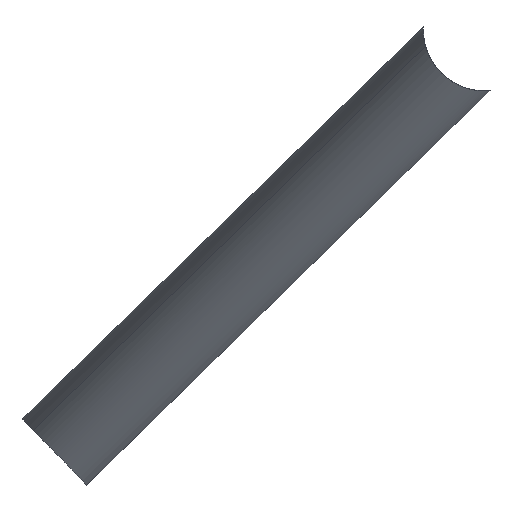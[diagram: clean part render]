
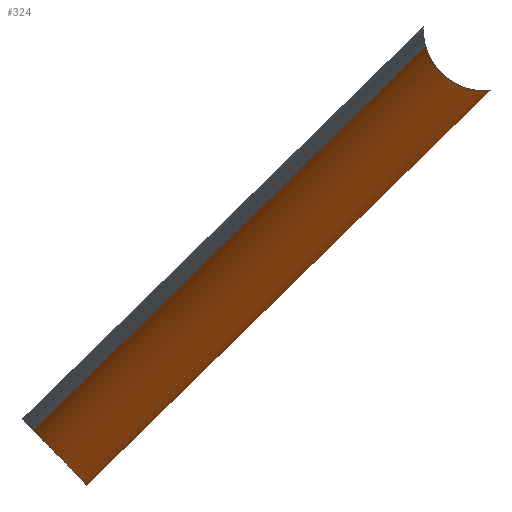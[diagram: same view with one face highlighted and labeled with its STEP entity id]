
A CAD part, front view. The second image highlights one B-rep face of the part: STEP entity #324.
In plain terms, the highlighted cylindrical face has radius 7.5 mm (diameter 15 mm), a partial arc.
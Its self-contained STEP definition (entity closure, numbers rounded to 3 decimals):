
#64=CARTESIAN_POINT('Vertex',(-2114.911,-194.374,277.231)) ;
#70=CARTESIAN_POINT('Control Point',(-2114.911,-194.374,277.231)) ;
#71=CARTESIAN_POINT('Control Point',(-2114.686,-195.017,276.451)) ;
#72=CARTESIAN_POINT('Control Point',(-2114.351,-195.519,275.586)) ;
#73=CARTESIAN_POINT('Control Point',(-2113.875,-195.865,274.703)) ;
#74=CARTESIAN_POINT('Control Point',(-2112.866,-196.222,273.316)) ;
#75=CARTESIAN_POINT('Control Point',(-2111.57,-196.213,272.162)) ;
#76=CARTESIAN_POINT('Control Point',(-2111.014,-196.151,271.749)) ;
#77=CARTESIAN_POINT('Control Point',(-2109.727,-195.881,270.957)) ;
#78=CARTESIAN_POINT('Control Point',(-2108.397,-195.294,270.444)) ;
#79=CARTESIAN_POINT('Control Point',(-2107.683,-194.868,270.252)) ;
#80=CARTESIAN_POINT('Control Point',(-2106.316,-193.718,270.007)) ;
#81=CARTESIAN_POINT('Control Point',(-2105.385,-192.166,269.987)) ;
#82=CARTESIAN_POINT('Control Point',(-2105.048,-191.27,269.999)) ;
#83=CARTESIAN_POINT('Control Point',(-2104.661,-189.732,270.019)) ;
#84=CARTESIAN_POINT('Control Point',(-2104.502,-188.158,270.032)) ;
#85=CARTESIAN_POINT('Control Point',(-2104.467,-187.52,270.035)) ;
#86=CARTESIAN_POINT('Control Point',(-2104.426,-185.38,270.038)) ;
#87=CARTESIAN_POINT('Control Point',(-2104.604,-183.242,270.023)) ;
#88=CARTESIAN_POINT('Control Point',(-2104.787,-181.751,270.01)) ;
#89=CARTESIAN_POINT('Control Point',(-2105.329,-178.305,269.987)) ;
#90=CARTESIAN_POINT('Control Point',(-2106.1,-174.902,270.016)) ;
#91=CARTESIAN_POINT('Control Point',(-2106.599,-172.984,270.064)) ;
#92=CARTESIAN_POINT('Control Point',(-2107.161,-171.078,270.151)) ;
#93=CARTESIAN_POINT('Control Point',(-2107.813,-169.212,270.321)) ;
#94=CARTESIAN_POINT('Vertex',(-2107.813,-169.212,270.321)) ;
#245=CARTESIAN_POINT('Axis2P3D Location',(-2139.942,-100.,245.815)) ;
#250=CARTESIAN_POINT('Line Origine',(-2147.022,-102.474,245.815)) ;
#254=CARTESIAN_POINT('Vertex',(-2178.346,-12.827,215.168)) ;
#258=CARTESIAN_POINT('Control Point',(-2178.346,-12.827,215.168)) ;
#259=CARTESIAN_POINT('Control Point',(-2178.041,-13.7,214.856)) ;
#260=CARTESIAN_POINT('Control Point',(-2177.688,-14.54,214.496)) ;
#261=CARTESIAN_POINT('Control Point',(-2177.272,-15.342,214.071)) ;
#262=CARTESIAN_POINT('Control Point',(-2176.587,-16.319,213.37)) ;
#263=CARTESIAN_POINT('Control Point',(-2175.732,-16.879,212.497)) ;
#264=CARTESIAN_POINT('Control Point',(-2175.489,-16.993,212.248)) ;
#265=CARTESIAN_POINT('Control Point',(-2174.808,-17.17,211.553)) ;
#266=CARTESIAN_POINT('Control Point',(-2174.117,-16.985,210.846)) ;
#267=CARTESIAN_POINT('Control Point',(-2173.712,-16.717,210.432)) ;
#268=CARTESIAN_POINT('Control Point',(-2172.891,-15.934,209.593)) ;
#269=CARTESIAN_POINT('Control Point',(-2172.251,-14.852,208.939)) ;
#270=CARTESIAN_POINT('Control Point',(-2171.94,-14.205,208.621)) ;
#271=CARTESIAN_POINT('Control Point',(-2171.665,-13.527,208.34)) ;
#272=CARTESIAN_POINT('Control Point',(-2171.42,-12.827,208.09)) ;
#273=CARTESIAN_POINT('Vertex',(-2171.42,-12.827,208.09)) ;
#277=CARTESIAN_POINT('Control Point',(-2169.638,0.,206.268)) ;
#278=CARTESIAN_POINT('Control Point',(-2169.638,-0.31,206.268)) ;
#279=CARTESIAN_POINT('Control Point',(-2169.64,-0.62,206.27)) ;
#280=CARTESIAN_POINT('Control Point',(-2169.644,-0.87,206.274)) ;
#281=CARTESIAN_POINT('Control Point',(-2169.652,-1.31,206.283)) ;
#282=CARTESIAN_POINT('Control Point',(-2169.665,-1.75,206.296)) ;
#283=CARTESIAN_POINT('Control Point',(-2169.673,-2.,206.304)) ;
#284=CARTESIAN_POINT('Control Point',(-2169.735,-3.536,206.367)) ;
#285=CARTESIAN_POINT('Control Point',(-2169.852,-5.066,206.487)) ;
#286=CARTESIAN_POINT('Control Point',(-2169.981,-6.277,206.618)) ;
#287=CARTESIAN_POINT('Control Point',(-2170.271,-8.354,206.915)) ;
#288=CARTESIAN_POINT('Control Point',(-2170.7,-10.38,207.353)) ;
#289=CARTESIAN_POINT('Control Point',(-2170.906,-11.213,207.564)) ;
#290=CARTESIAN_POINT('Control Point',(-2171.143,-12.034,207.807)) ;
#291=CARTESIAN_POINT('Control Point',(-2171.42,-12.827,208.09)) ;
#292=CARTESIAN_POINT('Vertex',(-2169.638,0.,206.268)) ;
#296=CARTESIAN_POINT('Control Point',(-2169.638,0.,206.268)) ;
#297=CARTESIAN_POINT('Control Point',(-2169.526,0.,206.378)) ;
#298=CARTESIAN_POINT('Control Point',(-2169.416,0.,206.49)) ;
#299=CARTESIAN_POINT('Control Point',(-2169.331,0.,206.582)) ;
#300=CARTESIAN_POINT('Control Point',(-2169.185,0.,206.742)) ;
#301=CARTESIAN_POINT('Control Point',(-2169.043,0.,206.906)) ;
#302=CARTESIAN_POINT('Control Point',(-2168.962,0.,207.001)) ;
#303=CARTESIAN_POINT('Control Point',(-2168.159,0.,208.003)) ;
#304=CARTESIAN_POINT('Control Point',(-2167.532,0.,209.14)) ;
#305=CARTESIAN_POINT('Control Point',(-2167.141,0.,210.221)) ;
#306=CARTESIAN_POINT('Control Point',(-2166.938,0.,211.348)) ;
#307=CARTESIAN_POINT('Control Point',(-2166.938,0.,212.475)) ;
#308=CARTESIAN_POINT('Vertex',(-2166.938,0.,212.475)) ;
#311=CARTESIAN_POINT('Line Origine',(-2132.861,-97.526,245.815)) ;
#246=DIRECTION('Axis2P3D Direction',(-0.314,0.898,-0.307)) ;
#247=DIRECTION('Axis2P3D XDirection',(0.944,0.33,0.)) ;
#251=DIRECTION('Vector Direction',(-0.314,0.898,-0.307)) ;
#312=DIRECTION('Vector Direction',(-0.314,0.898,-0.307)) ;
#248=AXIS2_PLACEMENT_3D('Cylinder Axis2P3D',#245,#246,#247) ;
#317=ORIENTED_EDGE('',*,*,#256,.T.) ;
#318=ORIENTED_EDGE('',*,*,#275,.T.) ;
#319=ORIENTED_EDGE('',*,*,#294,.F.) ;
#320=ORIENTED_EDGE('',*,*,#310,.T.) ;
#321=ORIENTED_EDGE('',*,*,#315,.F.) ;
#322=ORIENTED_EDGE('',*,*,#96,.F.) ;
#252=VECTOR('Line Direction',#251,1.) ;
#313=VECTOR('Line Direction',#312,1.) ;
#324=ADVANCED_FACE('Corps principal',(#323),#249,.T.) ;
#69=B_SPLINE_CURVE_WITH_KNOTS('',5,(#70,#71,#72,#73,#74,#75,#76,#77,#78,#79,#80,#81,#82,#83,#84,#85,#86,#87,#88,#89,#90,#91,#92,#93),.UNSPECIFIED.,.F.,.U.,(6,3,3,3,3,3,3,6),(0.,7.324,12.186,18.099,24.763,29.271,39.894,53.928),.UNSPECIFIED.) ;
#257=B_SPLINE_CURVE_WITH_KNOTS('',5,(#258,#259,#260,#261,#262,#263,#264,#265,#266,#267,#268,#269,#270,#271,#272),.UNSPECIFIED.,.F.,.U.,(6,3,3,3,6),(0.,6.904,9.463,13.833,19.365),.UNSPECIFIED.) ;
#276=B_SPLINE_CURVE_WITH_KNOTS('',5,(#277,#278,#279,#280,#281,#282,#283,#284,#285,#286,#287,#288,#289,#290,#291),.UNSPECIFIED.,.F.,.U.,(6,3,3,3,6),(0.,2.191,4.382,13.069,19.336),.UNSPECIFIED.) ;
#295=B_SPLINE_CURVE_WITH_KNOTS('',5,(#296,#297,#298,#299,#300,#301,#302,#303,#304,#305,#306,#307),.UNSPECIFIED.,.F.,.U.,(6,3,3,6),(0.,1.111,2.221,10.188),.UNSPECIFIED.) ;
#249=CYLINDRICAL_SURFACE('generated cylinder',#248,7.5) ;
#96=EDGE_CURVE('',#65,#95,#69,.T.) ;
#256=EDGE_CURVE('',#65,#255,#253,.T.) ;
#275=EDGE_CURVE('',#255,#274,#257,.T.) ;
#294=EDGE_CURVE('',#293,#274,#276,.T.) ;
#310=EDGE_CURVE('',#293,#309,#295,.T.) ;
#315=EDGE_CURVE('',#95,#309,#314,.T.) ;
#316=EDGE_LOOP('',(#317,#318,#319,#320,#321,#322)) ;
#323=FACE_OUTER_BOUND('',#316,.T.) ;
#253=LINE('Line',#250,#252) ;
#314=LINE('Line',#311,#313) ;
#65=VERTEX_POINT('',#64) ;
#95=VERTEX_POINT('',#94) ;
#255=VERTEX_POINT('',#254) ;
#274=VERTEX_POINT('',#273) ;
#293=VERTEX_POINT('',#292) ;
#309=VERTEX_POINT('',#308) ;
